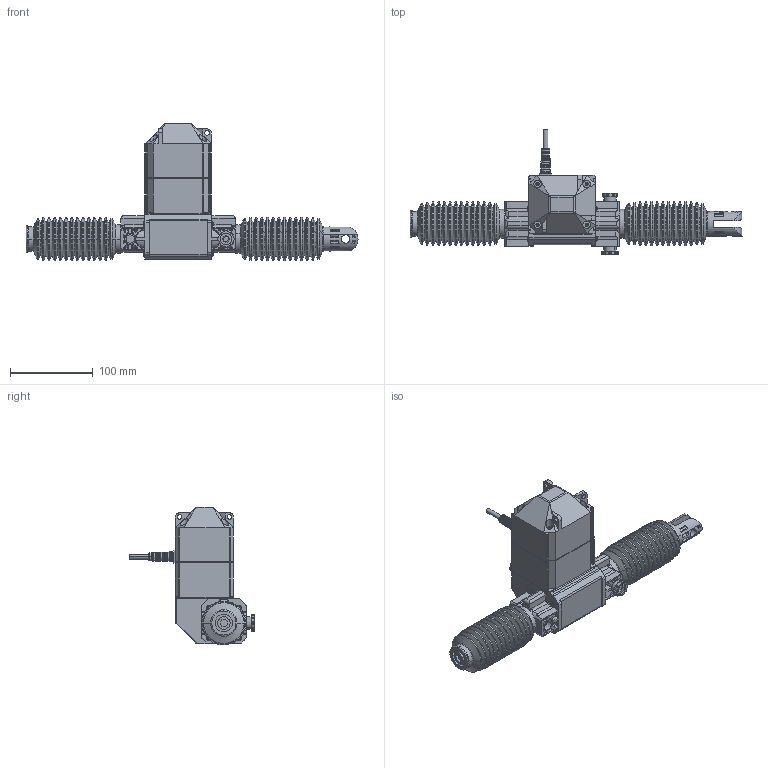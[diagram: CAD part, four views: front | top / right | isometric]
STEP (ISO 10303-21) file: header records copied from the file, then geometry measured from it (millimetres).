
FILE_DESCRIPTION (( 'STEP AP203' ), '1' );
FILE_NAME ('Multimat B23.STEP', '2011-07-15T06:53:04', ( '.' ), ( '.' ), 'SwSTEP 2.0', 'SolidWorks 2008', '' );
FILE_SCHEMA (( 'CONFIG_CONTROL_DESIGN' ));
Length unit declared in the file: millimetre
Products named in the file (1): Multimat B23
Bounding box: 400.69 x 150.85 x 166.5 mm (x, y, z)
Volume: 1302239.8 mm3; surface area: 166191.6 mm2
Topology: 1 solids, 3 shells, 2148 faces, 5432 edges, 3285 vertices
Faces by surface type: cylinder 770, plane 725, bspline 272, cone 187, torus 110, sphere 84
Entity records: 70824 total; most frequent: CARTESIAN_POINT 21440, ORIENTED_EDGE 10592, DIRECTION 10113, EDGE_CURVE 5296, AXIS2_PLACEMENT_3D 3864, VERTEX_POINT 3277, VECTOR 2385, LINE 2385
